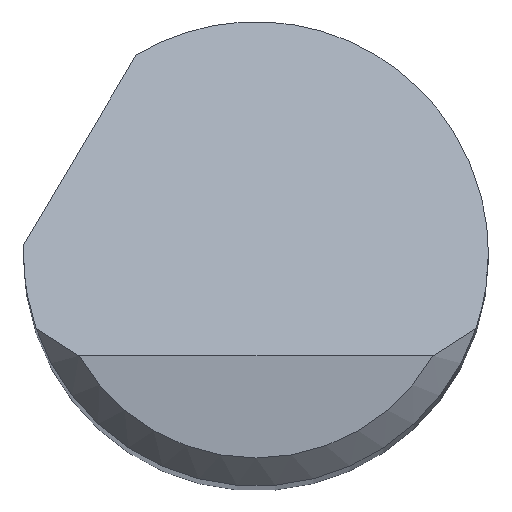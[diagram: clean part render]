
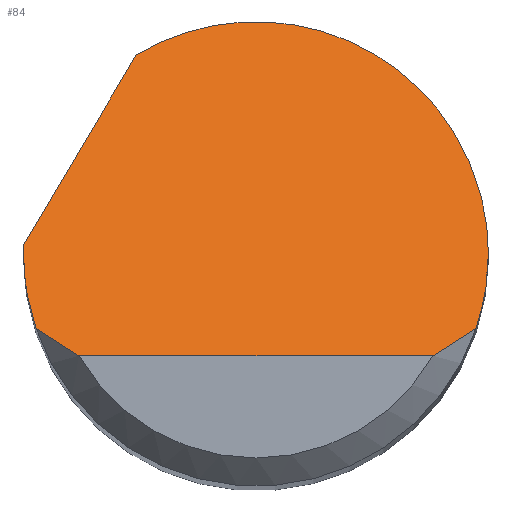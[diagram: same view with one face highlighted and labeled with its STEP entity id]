
A CAD part, top view. The second image highlights one B-rep face of the part: STEP entity #84.
In plain terms, the highlighted planar face has unit normal (0, 0.707, 0.707).
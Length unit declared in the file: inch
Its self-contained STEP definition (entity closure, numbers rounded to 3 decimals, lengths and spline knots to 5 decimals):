
#4 = CARTESIAN_POINT ( 'NONE',  ( -0.10339, -0.05031, 1.99531 ) ) ;
#6 = VERTEX_POINT ( 'NONE', #431 ) ;
#22 = VERTEX_POINT ( 'NONE', #496 ) ;
#24 = EDGE_CURVE ( 'NONE', #246, #193, #508, .T. ) ;
#26 = VERTEX_POINT ( 'NONE', #564 ) ;
#35 = CARTESIAN_POINT ( 'NONE',  ( -0.06437, 0.10715, 1.83785 ) ) ;
#38 = CARTESIAN_POINT ( 'NONE',  ( -0.15516, -0.04606, 1.99106 ) ) ;
#48 = VERTEX_POINT ( 'NONE', #450 ) ;
#53 = CARTESIAN_POINT ( 'NONE',  ( -0.11107, -0.04528, 1.99028 ) ) ;
#59 = ORIENTED_EDGE ( 'NONE', *, *, #595, .T. ) ;
#84 = ADVANCED_FACE ( 'NONE', ( #500 ), #281, .F. ) ;
#92 = ORIENTED_EDGE ( 'NONE', *, *, #540, .F. ) ;
#95 = VERTEX_POINT ( 'NONE', #153 ) ;
#101 =( BOUNDED_CURVE ( )  B_SPLINE_CURVE ( 3, ( #405, #274, #512, #445 ),
 .UNSPECIFIED., .F., .F. ) 
 B_SPLINE_CURVE_WITH_KNOTS ( ( 4, 4 ),
 ( 4.38666, 4.71239 ),
 .UNSPECIFIED. ) 
 CURVE ( )  GEOMETRIC_REPRESENTATION_ITEM ( )  RATIONAL_B_SPLINE_CURVE ( ( 1., 0.991, 0.991, 1. ) ) 
 REPRESENTATION_ITEM ( '' )  );
#134 = LINE ( 'NONE', #38, #453 ) ;
#149 = B_SPLINE_CURVE_WITH_KNOTS ( 'NONE', 3,
 ( #556, #611, #394, #627 ),
 .UNSPECIFIED., .F., .F.,
 ( 4, 4 ),
 ( 0., 0.0008 ),
 .UNSPECIFIED. ) ;
#153 = CARTESIAN_POINT ( 'NONE',  ( -0.06437, 0.10715, 1.83785 ) ) ;
#158 = CARTESIAN_POINT ( 'NONE',  ( 0.12279, -0.02708, 1.97208 ) ) ;
#177 = CARTESIAN_POINT ( 'NONE',  ( -0.11843, -0.04, 1.985 ) ) ;
#184 = CARTESIAN_POINT ( 'NONE',  ( -0.12497, 0.00333, 1.94167 ) ) ;
#193 = VERTEX_POINT ( 'NONE', #513 ) ;
#226 = CARTESIAN_POINT ( 'NONE',  ( 0.0296, 0.1636, 1.7814 ) ) ;
#246 = VERTEX_POINT ( 'NONE', #471 ) ;
#251 = B_SPLINE_CURVE_WITH_KNOTS ( 'NONE', 3,
 ( #177, #53, #4, #701 ),
 .UNSPECIFIED., .F., .F.,
 ( 4, 4 ),
 ( 0., 0.0008 ),
 .UNSPECIFIED. ) ;
#274 = CARTESIAN_POINT ( 'NONE',  ( -0.12279, -0.02708, 1.97208 ) ) ;
#281 = PLANE ( 'NONE',  #415 ) ;
#288 = ORIENTED_EDGE ( 'NONE', *, *, #424, .F. ) ;
#291 = ORIENTED_EDGE ( 'NONE', *, *, #433, .F. ) ;
#292 = CARTESIAN_POINT ( 'NONE',  ( 0.125, 0., 1.945 ) ) ;
#308 = CARTESIAN_POINT ( 'NONE',  ( -0.1249, 0.005, 1.94 ) ) ;
#354 = ORIENTED_EDGE ( 'NONE', *, *, #24, .F. ) ;
#386 = DIRECTION ( 'NONE',  ( 1., 0., 0. ) ) ;
#394 = CARTESIAN_POINT ( 'NONE',  ( 0.11107, -0.04528, 1.99028 ) ) ;
#405 = CARTESIAN_POINT ( 'NONE',  ( -0.11843, -0.04, 1.985 ) ) ;
#411 = CARTESIAN_POINT ( 'NONE',  ( -0.125, 0., 1.945 ) ) ;
#415 = AXIS2_PLACEMENT_3D ( 'NONE', #725, #567, #726 ) ;
#421 = CARTESIAN_POINT ( 'NONE',  ( -0.125, 0.00167, 1.94333 ) ) ;
#424 = EDGE_CURVE ( 'NONE', #95, #246, #647, .T. ) ;
#431 = CARTESIAN_POINT ( 'NONE',  ( -0.09526, -0.055, 2. ) ) ;
#433 = EDGE_CURVE ( 'NONE', #544, #26, #101, .T. ) ;
#445 = CARTESIAN_POINT ( 'NONE',  ( -0.125, 0., 1.945 ) ) ;
#450 = CARTESIAN_POINT ( 'NONE',  ( 0.09526, -0.055, 2. ) ) ;
#453 = VECTOR ( 'NONE', #502, 39.37008 ) ;
#457 = EDGE_CURVE ( 'NONE', #48, #193, #149, .T. ) ;
#471 = CARTESIAN_POINT ( 'NONE',  ( 0.125, 0., 1.945 ) ) ;
#487 = CARTESIAN_POINT ( 'NONE',  ( 0., -0.055, 2. ) ) ;
#489 = ORIENTED_EDGE ( 'NONE', *, *, #457, .T. ) ;
#496 = CARTESIAN_POINT ( 'NONE',  ( -0.1249, 0.005, 1.94 ) ) ;
#500 = FACE_OUTER_BOUND ( 'NONE', #646, .T. ) ;
#502 = DIRECTION ( 'NONE',  ( 0.386, 0.652, -0.652 ) ) ;
#506 = CARTESIAN_POINT ( 'NONE',  ( 0.11843, -0.04, 1.985 ) ) ;
#508 =( BOUNDED_CURVE ( )  B_SPLINE_CURVE ( 3, ( #620, #679, #158, #506 ),
 .UNSPECIFIED., .F., .F. ) 
 B_SPLINE_CURVE_WITH_KNOTS ( ( 4, 4 ),
 ( 1.5708, 1.89653 ),
 .UNSPECIFIED. ) 
 CURVE ( )  GEOMETRIC_REPRESENTATION_ITEM ( )  RATIONAL_B_SPLINE_CURVE ( ( 1., 0.991, 0.991, 1. ) ) 
 REPRESENTATION_ITEM ( '' )  );
#510 = ORIENTED_EDGE ( 'NONE', *, *, #570, .T. ) ;
#512 = CARTESIAN_POINT ( 'NONE',  ( -0.125, -0.01363, 1.95863 ) ) ;
#513 = CARTESIAN_POINT ( 'NONE',  ( 0.11843, -0.04, 1.985 ) ) ;
#540 = EDGE_CURVE ( 'NONE', #26, #22, #723, .T. ) ;
#544 = VERTEX_POINT ( 'NONE', #644 ) ;
#556 = CARTESIAN_POINT ( 'NONE',  ( 0.09526, -0.055, 2. ) ) ;
#564 = CARTESIAN_POINT ( 'NONE',  ( -0.125, 0., 1.945 ) ) ;
#567 = DIRECTION ( 'NONE',  ( 0., -0.707, -0.707 ) ) ;
#570 = EDGE_CURVE ( 'NONE', #544, #6, #251, .T. ) ;
#572 = CARTESIAN_POINT ( 'NONE',  ( 0.125, 0.10961, 1.83539 ) ) ;
#595 = EDGE_CURVE ( 'NONE', #6, #48, #698, .T. ) ;
#611 = CARTESIAN_POINT ( 'NONE',  ( 0.10339, -0.05031, 1.99531 ) ) ;
#614 = VECTOR ( 'NONE', #386, 39.37008 ) ;
#620 = CARTESIAN_POINT ( 'NONE',  ( 0.125, 0., 1.945 ) ) ;
#627 = CARTESIAN_POINT ( 'NONE',  ( 0.11843, -0.04, 1.985 ) ) ;
#640 = ORIENTED_EDGE ( 'NONE', *, *, #737, .F. ) ;
#644 = CARTESIAN_POINT ( 'NONE',  ( -0.11843, -0.04, 1.985 ) ) ;
#646 = EDGE_LOOP ( 'NONE', ( #59, #489, #354, #288, #640, #92, #291, #510 ) ) ;
#647 =( BOUNDED_CURVE ( )  B_SPLINE_CURVE ( 3, ( #35, #226, #572, #292 ),
 .UNSPECIFIED., .F., .F. ) 
 B_SPLINE_CURVE_WITH_KNOTS ( ( 4, 4 ),
 ( 5.74227, 7.85398 ),
 .UNSPECIFIED. ) 
 CURVE ( )  GEOMETRIC_REPRESENTATION_ITEM ( )  RATIONAL_B_SPLINE_CURVE ( ( 1., 0.662, 0.662, 1. ) ) 
 REPRESENTATION_ITEM ( '' )  );
#679 = CARTESIAN_POINT ( 'NONE',  ( 0.125, -0.01363, 1.95863 ) ) ;
#698 = LINE ( 'NONE', #487, #614 ) ;
#701 = CARTESIAN_POINT ( 'NONE',  ( -0.09526, -0.055, 2. ) ) ;
#723 =( BOUNDED_CURVE ( )  B_SPLINE_CURVE ( 3, ( #411, #421, #184, #308 ),
 .UNSPECIFIED., .F., .F. ) 
 B_SPLINE_CURVE_WITH_KNOTS ( ( 4, 4 ),
 ( 4.71239, 4.7524 ),
 .UNSPECIFIED. ) 
 CURVE ( )  GEOMETRIC_REPRESENTATION_ITEM ( )  RATIONAL_B_SPLINE_CURVE ( ( 1., 1., 1., 1. ) ) 
 REPRESENTATION_ITEM ( '' )  );
#725 = CARTESIAN_POINT ( 'NONE',  ( -0.125, -0.055, 2. ) ) ;
#726 = DIRECTION ( 'NONE',  ( 0., 0.707, -0.707 ) ) ;
#737 = EDGE_CURVE ( 'NONE', #22, #95, #134, .T. ) ;
